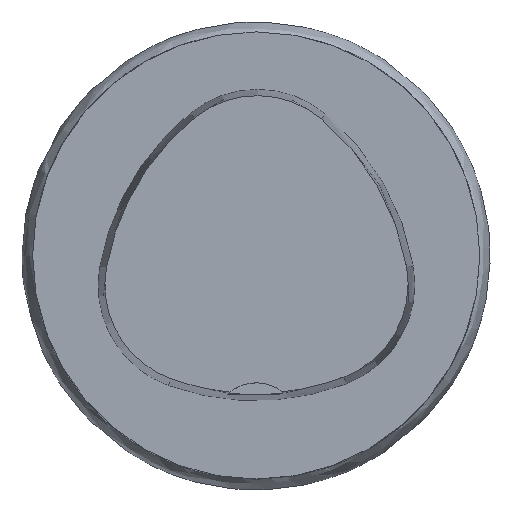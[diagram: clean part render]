
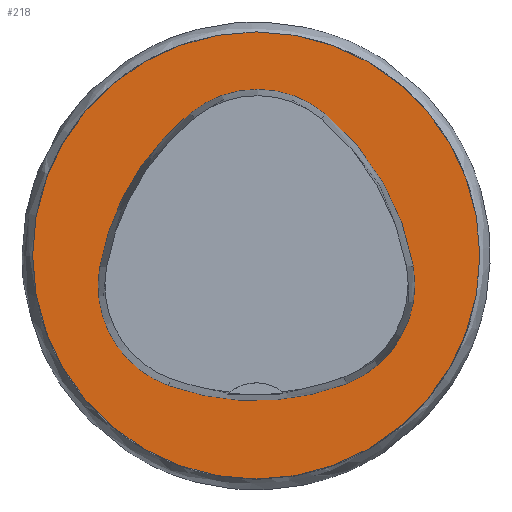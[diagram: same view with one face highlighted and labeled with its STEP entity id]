
A CAD part, top view. The second image highlights one B-rep face of the part: STEP entity #218.
In plain terms, the highlighted planar face has unit normal (0, 0, 1).
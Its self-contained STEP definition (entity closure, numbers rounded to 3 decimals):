
#196=FACE_BOUND('',#307,.T.);
#197=FACE_BOUND('',#308,.T.);
#218=ADVANCED_FACE('',(#196,#197),#237,.T.);
#237=PLANE('',#735);
#307=EDGE_LOOP('',(#398,#399,#400,#401,#402,#403));
#308=EDGE_LOOP('',(#404));
#398=ORIENTED_EDGE('',*,*,#536,.T.);
#399=ORIENTED_EDGE('',*,*,#516,.T.);
#400=ORIENTED_EDGE('',*,*,#520,.T.);
#401=ORIENTED_EDGE('',*,*,#523,.T.);
#402=ORIENTED_EDGE('',*,*,#526,.T.);
#403=ORIENTED_EDGE('',*,*,#534,.T.);
#404=ORIENTED_EDGE('',*,*,#507,.F.);
#462=VERTEX_POINT('',#1011);
#471=VERTEX_POINT('',#1030);
#472=VERTEX_POINT('',#1031);
#475=VERTEX_POINT('',#1039);
#477=VERTEX_POINT('',#1045);
#479=VERTEX_POINT('',#1051);
#486=VERTEX_POINT('',#1072);
#507=EDGE_CURVE('',#462,#462,#559,.T.);
#516=EDGE_CURVE('',#471,#472,#560,.T.);
#520=EDGE_CURVE('',#472,#475,#562,.T.);
#523=EDGE_CURVE('',#475,#477,#564,.T.);
#526=EDGE_CURVE('',#477,#479,#566,.T.);
#534=EDGE_CURVE('',#479,#486,#570,.T.);
#536=EDGE_CURVE('',#486,#471,#572,.T.);
#559=CIRCLE('',#707,31.5);
#560=CIRCLE('',#713,36.);
#562=CIRCLE('',#716,15.);
#564=CIRCLE('',#719,36.);
#566=CIRCLE('',#722,15.);
#570=CIRCLE('',#727,36.);
#572=CIRCLE('',#730,15.);
#707=AXIS2_PLACEMENT_3D('',#1010,#829,#830);
#713=AXIS2_PLACEMENT_3D('',#1029,#845,#846);
#716=AXIS2_PLACEMENT_3D('',#1038,#853,#854);
#719=AXIS2_PLACEMENT_3D('',#1044,#860,#861);
#722=AXIS2_PLACEMENT_3D('',#1050,#867,#868);
#727=AXIS2_PLACEMENT_3D('',#1073,#879,#880);
#730=AXIS2_PLACEMENT_3D('',#1076,#885,#886);
#735=AXIS2_PLACEMENT_3D('',#1081,#895,#896);
#829=DIRECTION('',(0.,0.,-1.));
#830=DIRECTION('',(-1.,0.,0.));
#845=DIRECTION('',(0.,0.,-1.));
#846=DIRECTION('',(-1.,0.,0.));
#853=DIRECTION('',(0.,0.,-1.));
#854=DIRECTION('',(-1.,0.,0.));
#860=DIRECTION('',(0.,0.,-1.));
#861=DIRECTION('',(-1.,0.,0.));
#867=DIRECTION('',(0.,0.,-1.));
#868=DIRECTION('',(-1.,0.,0.));
#879=DIRECTION('',(0.,0.,-1.));
#880=DIRECTION('',(-1.,0.,0.));
#885=DIRECTION('',(0.,0.,-1.));
#886=DIRECTION('',(-1.,0.,0.));
#895=DIRECTION('',(0.,0.,1.));
#896=DIRECTION('',(1.,0.,0.));
#1010=CARTESIAN_POINT('',(0.,0.,0.));
#1011=CARTESIAN_POINT('',(-31.5,0.,0.));
#1029=CARTESIAN_POINT('',(13.398,-7.893,0.));
#1030=CARTESIAN_POINT('',(-22.041,-1.562,0.));
#1031=CARTESIAN_POINT('',(-9.317,20.036,0.));
#1038=CARTESIAN_POINT('',(0.148,8.399,0.));
#1039=CARTESIAN_POINT('',(9.779,19.898,0.));
#1044=CARTESIAN_POINT('',(-13.337,-7.7,0.));
#1045=CARTESIAN_POINT('',(22.122,-1.48,0.));
#1050=CARTESIAN_POINT('',(7.347,-4.071,0.));
#1051=CARTESIAN_POINT('',(12.693,-18.087,0.));
#1072=CARTESIAN_POINT('',(-12.373,-18.307,0.));
#1073=CARTESIAN_POINT('',(-0.137,15.55,0.));
#1076=CARTESIAN_POINT('',(-7.275,-4.2,0.));
#1081=CARTESIAN_POINT('',(0.,0.,0.));
